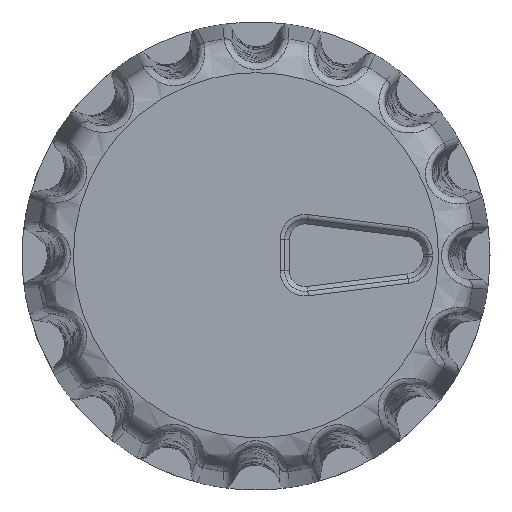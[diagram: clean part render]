
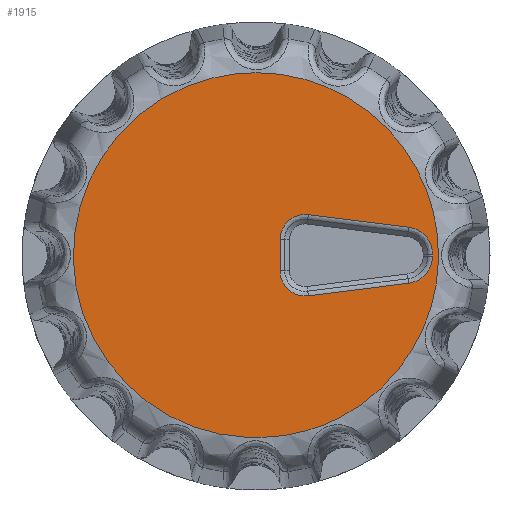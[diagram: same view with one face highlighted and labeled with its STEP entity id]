
A CAD part, top view. The second image highlights one B-rep face of the part: STEP entity #1915.
In plain terms, the highlighted planar face has unit normal (0, 0, 1).
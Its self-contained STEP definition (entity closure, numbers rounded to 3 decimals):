
#102=FACE_BOUND('',#380,.T.);
#139=LINE('',#4050,#178);
#142=LINE('',#4224,#181);
#144=LINE('',#4359,#183);
#146=LINE('',#4482,#185);
#178=VECTOR('',#2319,10.);
#181=VECTOR('',#2324,10.);
#183=VECTOR('',#2328,10.);
#185=VECTOR('',#2334,10.);
#243=FACE_OUTER_BOUND('',#379,.T.);
#379=EDGE_LOOP('',(#1419));
#380=EDGE_LOOP('',(#1420,#1421,#1422,#1423,#1424,#1425,#1426,#1427));
#527=CIRCLE('',#2101,0.753);
#528=CIRCLE('',#2102,0.815);
#530=CIRCLE('',#2104,0.815);
#531=CIRCLE('',#2105,0.753);
#599=B_SPLINE_CURVE_WITH_KNOTS('',3,(#4625,#4626,#4627,#4628,#4629,#4630,
#4631,#4632,#4633,#4634,#4635,#4636,#4637,#4638,#4639),.UNSPECIFIED.,.T.,
 .F.,(4,1,1,1,1,1,1,1,1,1,1,1,4),(0.,0.244,0.488,
0.732,0.976,1.301,1.464,1.952,
2.44,2.684,2.928,3.172,3.415),
 .UNSPECIFIED.);
#827=VERTEX_POINT('',#4038);
#828=VERTEX_POINT('',#4049);
#830=VERTEX_POINT('',#4138);
#832=VERTEX_POINT('',#4211);
#834=VERTEX_POINT('',#4315);
#836=VERTEX_POINT('',#4351);
#838=VERTEX_POINT('',#4450);
#840=VERTEX_POINT('',#4469);
#843=VERTEX_POINT('',#4624);
#1029=EDGE_CURVE('',#827,#828,#139,.T.);
#1034=EDGE_CURVE('',#828,#830,#527,.T.);
#1037=EDGE_CURVE('',#830,#832,#142,.T.);
#1040=EDGE_CURVE('',#832,#834,#528,.T.);
#1043=EDGE_CURVE('',#834,#836,#144,.T.);
#1046=EDGE_CURVE('',#836,#838,#530,.T.);
#1049=EDGE_CURVE('',#838,#840,#146,.T.);
#1051=EDGE_CURVE('',#840,#827,#531,.T.);
#1058=EDGE_CURVE('',#843,#843,#599,.T.);
#1419=ORIENTED_EDGE('',*,*,#1058,.F.);
#1420=ORIENTED_EDGE('',*,*,#1029,.F.);
#1421=ORIENTED_EDGE('',*,*,#1051,.F.);
#1422=ORIENTED_EDGE('',*,*,#1049,.F.);
#1423=ORIENTED_EDGE('',*,*,#1046,.F.);
#1424=ORIENTED_EDGE('',*,*,#1043,.F.);
#1425=ORIENTED_EDGE('',*,*,#1040,.F.);
#1426=ORIENTED_EDGE('',*,*,#1037,.F.);
#1427=ORIENTED_EDGE('',*,*,#1034,.F.);
#1870=PLANE('',#2108);
#1915=ADVANCED_FACE('',(#243,#102),#1870,.F.);
#2101=AXIS2_PLACEMENT_3D('',#4200,#2321,#2322);
#2102=AXIS2_PLACEMENT_3D('',#4340,#2325,#2326);
#2104=AXIS2_PLACEMENT_3D('',#4458,#2331,#2332);
#2105=AXIS2_PLACEMENT_3D('',#4573,#2335,#2336);
#2108=AXIS2_PLACEMENT_3D('',#4623,#2347,#2348);
#2319=DIRECTION('',(0.,-1.,0.));
#2321=DIRECTION('center_axis',(0.,0.,
1.));
#2322=DIRECTION('ref_axis',(0.124,-0.992,0.));
#2324=DIRECTION('',(0.992,0.124,0.));
#2325=DIRECTION('center_axis',(0.,0.,1.));
#2326=DIRECTION('ref_axis',(1.,0.,0.));
#2328=DIRECTION('',(0.,1.,0.));
#2331=DIRECTION('center_axis',(0.,0.,1.));
#2332=DIRECTION('ref_axis',(0.124,0.992,0.));
#2334=DIRECTION('',(-0.992,0.124,0.));
#2335=DIRECTION('center_axis',(0.,0.,1.));
#2336=DIRECTION('ref_axis',(-1.,0.,0.));
#2347=DIRECTION('center_axis',(0.,0.,-1.));
#2348=DIRECTION('ref_axis',(-1.,0.,0.));
#4038=CARTESIAN_POINT('',(-7.281,0.466,13.));
#4049=CARTESIAN_POINT('',(-7.281,-0.466,13.));
#4050=CARTESIAN_POINT('',(-7.281,0.466,13.));
#4138=CARTESIAN_POINT('',(-6.435,-1.213,13.));
#4200=CARTESIAN_POINT('Origin',(-6.528,-0.466,13.));
#4211=CARTESIAN_POINT('',(-3.433,-0.837,13.));
#4224=CARTESIAN_POINT('',(-6.435,-1.213,13.));
#4315=CARTESIAN_POINT('',(-2.719,-0.028,13.));
#4340=CARTESIAN_POINT('Origin',(-3.534,-0.028,13.));
#4351=CARTESIAN_POINT('',(-2.719,0.028,13.));
#4359=CARTESIAN_POINT('',(-2.719,-0.028,13.));
#4450=CARTESIAN_POINT('',(-3.433,0.837,13.));
#4458=CARTESIAN_POINT('Origin',(-3.534,0.028,13.));
#4469=CARTESIAN_POINT('',(-6.435,1.213,13.));
#4482=CARTESIAN_POINT('',(-3.433,0.837,13.));
#4573=CARTESIAN_POINT('Origin',(-6.528,0.466,13.));
#4623=CARTESIAN_POINT('Origin',(-8.,0.,13.));
#4624=CARTESIAN_POINT('',(-8.,5.461,13.));
#4625=CARTESIAN_POINT('Ctrl Pts',(-8.,5.461,13.));
#4626=CARTESIAN_POINT('Ctrl Pts',(-7.183,5.461,13.));
#4627=CARTESIAN_POINT('Ctrl Pts',(-5.55,5.089,13.));
#4628=CARTESIAN_POINT('Ctrl Pts',(-3.584,3.52,13.));
#4629=CARTESIAN_POINT('Ctrl Pts',(-2.496,1.258,13.));
#4630=CARTESIAN_POINT('Ctrl Pts',(-2.49,-1.541,13.));
#4631=CARTESIAN_POINT('Ctrl Pts',(-3.774,-3.75,13.));
#4632=CARTESIAN_POINT('Ctrl Pts',(-6.501,-5.631,13.));
#4633=CARTESIAN_POINT('Ctrl Pts',(-10.708,-5.628,13.));
#4634=CARTESIAN_POINT('Ctrl Pts',(-13.527,-2.1,13.));
#4635=CARTESIAN_POINT('Ctrl Pts',(-13.501,1.258,13.));
#4636=CARTESIAN_POINT('Ctrl Pts',(-12.419,3.52,13.));
#4637=CARTESIAN_POINT('Ctrl Pts',(-10.449,5.089,13.));
#4638=CARTESIAN_POINT('Ctrl Pts',(-8.817,5.461,13.));
#4639=CARTESIAN_POINT('Ctrl Pts',(-8.,5.461,13.));
